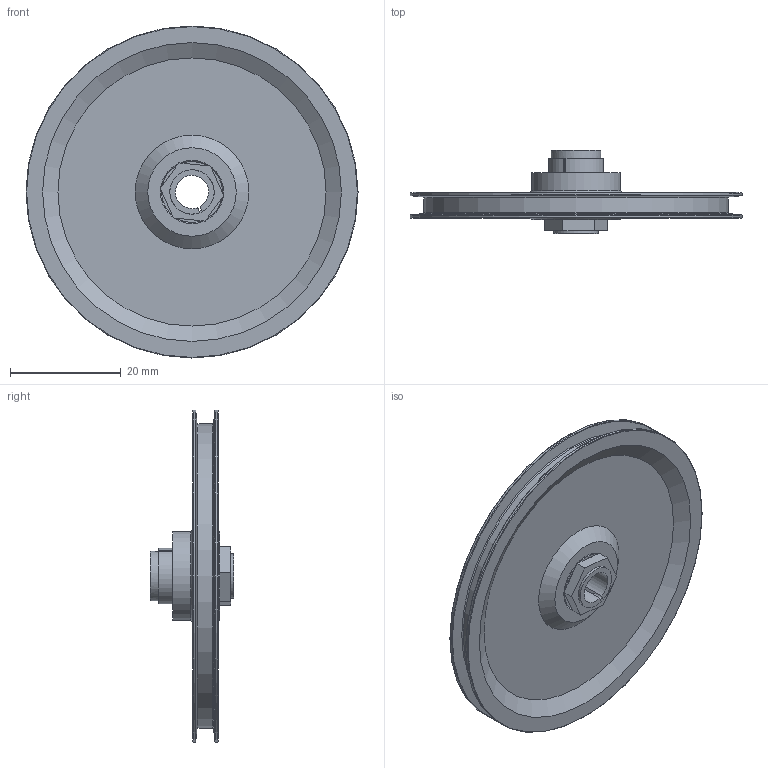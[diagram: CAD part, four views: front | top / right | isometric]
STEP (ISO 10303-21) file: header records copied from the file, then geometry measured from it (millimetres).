
FILE_DESCRIPTION(/* description */ (''),/* implementation_level */ '2;1');
FILE_NAME(/* name */ 'PSA055U029HL-E.stp',/* time_stamp */ '2024-04-23T13:35:08+02:00',/* author */ ('moritz.michaelis'),/* organization */ (''),/* preprocessor_version */ 'ST-DEVELOPER v20',/* originating_system */ 'Autodesk Inventor 2024',/* authorisation */ '');
FILE_SCHEMA (('CONFIG_CONTROL_DESIGN'));
Length unit declared in the file: millimetre
Products named in the file (7): 1411-510-0803-Umlenkrolle60 R1,5 694x2 Assy; Hülse 10-11; 61510600; 61510600_1; 61510600_2; 61510600_3; 1411-510-0800-Umlenkrolle60 R3 694x2
Assembly tree (6 placements, depth 3):
  1411-510-0803-Umlenkrolle60 R1,5 694x2 Assy
    Hülse 10-11
    61510600
      61510600_1
      61510600_2
      61510600_3
    1411-510-0800-Umlenkrolle60 R3 694x2
Bounding box: 60 x 15 x 60 mm (x, y, z)
Volume: 6677 mm3; surface area: 9980.1 mm2
Topology: 5 solids, 5 shells, 53 faces, 104 edges, 65 vertices
Faces by surface type: plane 25, cylinder 11, cone 11, torus 6
Full cylindrical faces by diameter (mm): 7.459 x1, 10 x1, 11 x2, 16 x1, 55 x1, 60 x2
Entity records: 1654 total; most frequent: DIRECTION 281, CARTESIAN_POINT 243, ORIENTED_EDGE 208, AXIS2_PLACEMENT_3D 115, EDGE_CURVE 104, VERTEX_POINT 65, EDGE_LOOP 63, FACE_OUTER_BOUND 53
